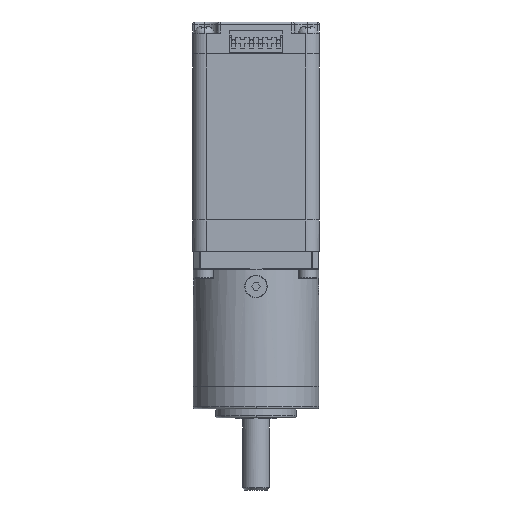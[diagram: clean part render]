
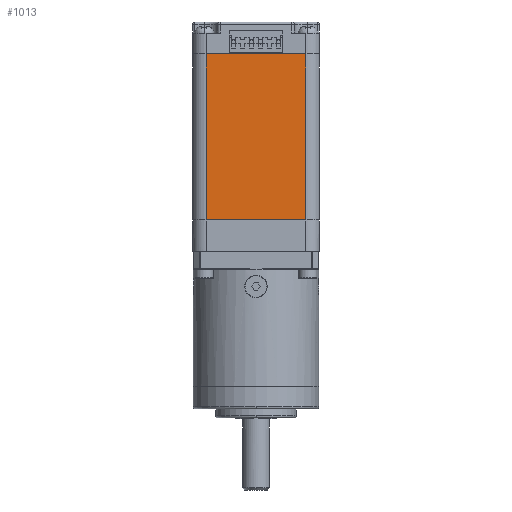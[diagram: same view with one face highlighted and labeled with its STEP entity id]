
A CAD part, front view. The second image highlights one B-rep face of the part: STEP entity #1013.
In plain terms, the highlighted planar face has unit normal (0, -1, 0).
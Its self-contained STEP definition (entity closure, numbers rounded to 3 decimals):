
#603 = DIRECTION ( 'NONE',  ( 0., 0., -1. ) ) ;
#1013 = ADVANCED_FACE ( 'NONE', ( #2782 ), #14467, .F. ) ;
#1245 = LINE ( 'NONE', #2342, #10341 ) ;
#1371 = VECTOR ( 'NONE', #2905, 1000. ) ;
#1896 = CARTESIAN_POINT ( 'NONE',  ( 14.1, -14.1, 51. ) ) ;
#2342 = CARTESIAN_POINT ( 'NONE',  ( 11.1, -14.1, 51. ) ) ;
#2415 = EDGE_CURVE ( 'NONE', #12789, #16302, #17179, .T. ) ;
#2782 = FACE_OUTER_BOUND ( 'NONE', #10324, .T. ) ;
#2905 = DIRECTION ( 'NONE',  ( 1., 0., 0. ) ) ;
#3221 = LINE ( 'NONE', #13644, #7263 ) ;
#5356 = ORIENTED_EDGE ( 'NONE', *, *, #15131, .F. ) ;
#5474 = ORIENTED_EDGE ( 'NONE', *, *, #11267, .F. ) ;
#5807 = VERTEX_POINT ( 'NONE', #14288 ) ;
#7263 = VECTOR ( 'NONE', #10247, 1000. ) ;
#7687 = VERTEX_POINT ( 'NONE', #18175 ) ;
#7805 = LINE ( 'NONE', #12250, #15859 ) ;
#8432 = CARTESIAN_POINT ( 'NONE',  ( -11.1, -14.1, 43.9 ) ) ;
#9275 = AXIS2_PLACEMENT_3D ( 'NONE', #1896, #19242, #15996 ) ;
#9829 = ORIENTED_EDGE ( 'NONE', *, *, #17102, .F. ) ;
#10247 = DIRECTION ( 'NONE',  ( -1., 0., 0. ) ) ;
#10324 = EDGE_LOOP ( 'NONE', ( #9829, #5474, #13239, #5356 ) ) ;
#10341 = VECTOR ( 'NONE', #603, 1000. ) ;
#11267 = EDGE_CURVE ( 'NONE', #16302, #5807, #1245, .T. ) ;
#12104 = DIRECTION ( 'NONE',  ( 0., 0., 1. ) ) ;
#12250 = CARTESIAN_POINT ( 'NONE',  ( -11.1, -14.1, 51. ) ) ;
#12789 = VERTEX_POINT ( 'NONE', #8432 ) ;
#13239 = ORIENTED_EDGE ( 'NONE', *, *, #2415, .F. ) ;
#13614 = CARTESIAN_POINT ( 'NONE',  ( 11.1, -14.1, 43.9 ) ) ;
#13644 = CARTESIAN_POINT ( 'NONE',  ( 0., -14.1, 7.1 ) ) ;
#14288 = CARTESIAN_POINT ( 'NONE',  ( 11.1, -14.1, 7.1 ) ) ;
#14467 = PLANE ( 'NONE',  #9275 ) ;
#15131 = EDGE_CURVE ( 'NONE', #7687, #12789, #7805, .T. ) ;
#15859 = VECTOR ( 'NONE', #12104, 1000. ) ;
#15996 = DIRECTION ( 'NONE',  ( -1., 0., 0. ) ) ;
#16302 = VERTEX_POINT ( 'NONE', #13614 ) ;
#17102 = EDGE_CURVE ( 'NONE', #5807, #7687, #3221, .T. ) ;
#17179 = LINE ( 'NONE', #18732, #1371 ) ;
#18175 = CARTESIAN_POINT ( 'NONE',  ( -11.1, -14.1, 7.1 ) ) ;
#18732 = CARTESIAN_POINT ( 'NONE',  ( 14.1, -14.1, 43.9 ) ) ;
#19242 = DIRECTION ( 'NONE',  ( 0., 1., 0. ) ) ;
